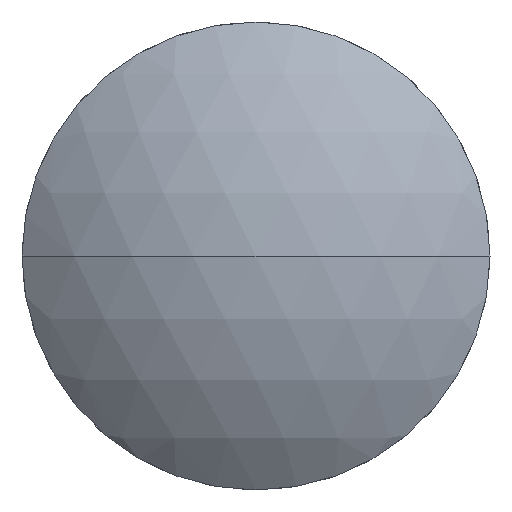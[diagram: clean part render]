
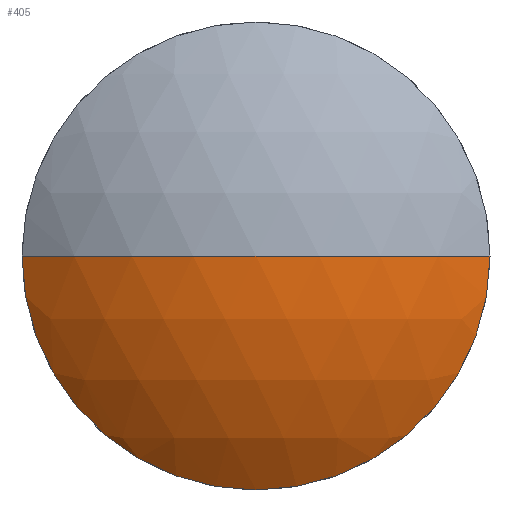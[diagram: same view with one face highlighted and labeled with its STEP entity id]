
A CAD part, left-side view. The second image highlights one B-rep face of the part: STEP entity #405.
In plain terms, the highlighted spherical face has radius 20.03 mm.
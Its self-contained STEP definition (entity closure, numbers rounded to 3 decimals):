
#2 = DIRECTION ( 'NONE',  ( 0., 0., 1. ) ) ;
#8 = DIRECTION ( 'NONE',  ( 0., 0., -1. ) ) ;
#37 = EDGE_CURVE ( 'NONE', #83, #397, #151, .T. ) ;
#38 = DIRECTION ( 'NONE',  ( 0., 1., 0. ) ) ;
#39 = AXIS2_PLACEMENT_3D ( 'NONE', #315, #8, #38 ) ;
#65 = CARTESIAN_POINT ( 'NONE',  ( -19.64, 32.033, 0. ) ) ;
#81 = AXIS2_PLACEMENT_3D ( 'NONE', #422, #145, #144 ) ;
#83 = VERTEX_POINT ( 'NONE', #386 ) ;
#87 = VERTEX_POINT ( 'NONE', #262 ) ;
#115 = AXIS2_PLACEMENT_3D ( 'NONE', #65, #2, #272 ) ;
#144 = DIRECTION ( 'NONE',  ( 0., 0., 1. ) ) ;
#145 = DIRECTION ( 'NONE',  ( -1., 0., 0. ) ) ;
#150 = ORIENTED_EDGE ( 'NONE', *, *, #446, .T. ) ;
#151 = CIRCLE ( 'NONE', #193, 12.7 ) ;
#171 = ORIENTED_EDGE ( 'NONE', *, *, #37, .T. ) ;
#176 = AXIS2_PLACEMENT_3D ( 'NONE', #291, #227, #182 ) ;
#182 = DIRECTION ( 'NONE',  ( 0., 1., 0. ) ) ;
#193 = AXIS2_PLACEMENT_3D ( 'NONE', #285, #353, #294 ) ;
#209 = CARTESIAN_POINT ( 'NONE',  ( -35.129, 32.033, -12.7 ) ) ;
#227 = DIRECTION ( 'NONE',  ( 0., 0., -1. ) ) ;
#249 = CIRCLE ( 'NONE', #176, 20.03 ) ;
#250 = VERTEX_POINT ( 'NONE', #274 ) ;
#253 = SPHERICAL_SURFACE ( 'NONE', #39, 20.03 ) ;
#262 = CARTESIAN_POINT ( 'NONE',  ( -35.129, 19.333, 0. ) ) ;
#265 = EDGE_CURVE ( 'NONE', #83, #250, #330, .T. ) ;
#272 = DIRECTION ( 'NONE',  ( 1., 0., 0. ) ) ;
#274 = CARTESIAN_POINT ( 'NONE',  ( -39.67, 32.033, 0. ) ) ;
#285 = CARTESIAN_POINT ( 'NONE',  ( -35.129, 32.033, 0. ) ) ;
#291 = CARTESIAN_POINT ( 'NONE',  ( -19.64, 32.033, 0. ) ) ;
#294 = DIRECTION ( 'NONE',  ( 0., 0., 1. ) ) ;
#313 = EDGE_CURVE ( 'NONE', #397, #87, #369, .T. ) ;
#315 = CARTESIAN_POINT ( 'NONE',  ( -19.64, 32.033, 0. ) ) ;
#330 = CIRCLE ( 'NONE', #115, 20.03 ) ;
#342 = FACE_OUTER_BOUND ( 'NONE', #364, .T. ) ;
#353 = DIRECTION ( 'NONE',  ( -1., 0., 0. ) ) ;
#364 = EDGE_LOOP ( 'NONE', ( #171, #403, #150, #445 ) ) ;
#369 = CIRCLE ( 'NONE', #81, 12.7 ) ;
#386 = CARTESIAN_POINT ( 'NONE',  ( -35.129, 44.733, 0. ) ) ;
#397 = VERTEX_POINT ( 'NONE', #209 ) ;
#403 = ORIENTED_EDGE ( 'NONE', *, *, #313, .T. ) ;
#405 = ADVANCED_FACE ( 'NONE', ( #342 ), #253, .T. ) ;
#422 = CARTESIAN_POINT ( 'NONE',  ( -35.129, 32.033, 0. ) ) ;
#445 = ORIENTED_EDGE ( 'NONE', *, *, #265, .F. ) ;
#446 = EDGE_CURVE ( 'NONE', #87, #250, #249, .T. ) ;
